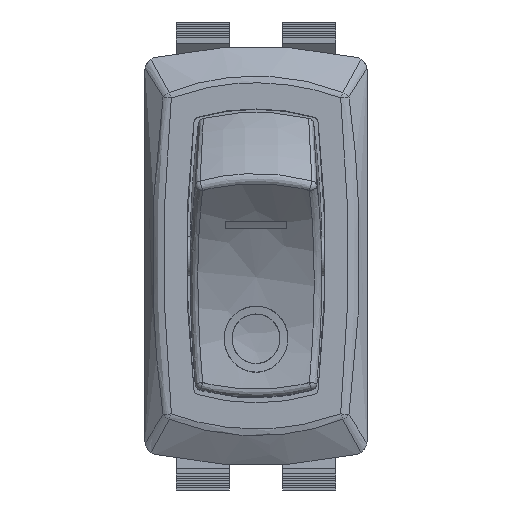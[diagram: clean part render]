
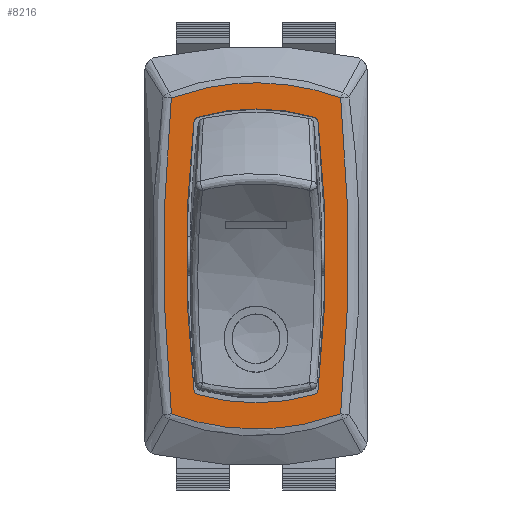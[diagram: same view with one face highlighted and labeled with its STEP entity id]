
A CAD part, top view. The second image highlights one B-rep face of the part: STEP entity #8216.
In plain terms, the highlighted planar face has unit normal (0, 0, 1).
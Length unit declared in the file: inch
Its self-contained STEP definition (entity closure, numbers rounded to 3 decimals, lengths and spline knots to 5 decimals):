
#6748=CARTESIAN_POINT('',(-0.17008,0.41113,0.07874));
#6749=VERTEX_POINT('',#6748);
#6756=CARTESIAN_POINT('',(-0.1842,0.39444,0.07874));
#6757=VERTEX_POINT('',#6756);
#6758=CARTESIAN_POINT('',(-0.16465,0.3922,0.07874));
#6759=DIRECTION('',(0.0,0.0,1.0));
#6760=DIRECTION('',(-0.763,0.646,0.0));
#6761=AXIS2_PLACEMENT_3D('',#6758,#6759,#6760);
#6762=CIRCLE('',#6761,0.01969);
#6763=EDGE_CURVE('',#6749,#6757,#6762,.T.);
#6789=CARTESIAN_POINT('',(0.17008,0.41113,0.07874));
#6790=VERTEX_POINT('',#6789);
#6797=CARTESIAN_POINT('',(0.,-0.18171,0.07874));
#6798=DIRECTION('',(0.0,0.0,-1.0));
#6799=DIRECTION('',(-0.296,-0.955,0.0));
#6800=AXIS2_PLACEMENT_3D('',#6797,#6798,#6799);
#6801=CIRCLE('',#6800,0.61675);
#6802=EDGE_CURVE('',#6749,#6790,#6801,.T.);
#6821=CARTESIAN_POINT('',(0.1842,0.39444,0.07874));
#6822=VERTEX_POINT('',#6821);
#6829=CARTESIAN_POINT('',(0.16465,0.3922,0.07874));
#6830=DIRECTION('',(0.0,0.0,1.0));
#6831=DIRECTION('',(0.763,0.646,0.0));
#6832=AXIS2_PLACEMENT_3D('',#6829,#6830,#6831);
#6833=CIRCLE('',#6832,0.01969);
#6834=EDGE_CURVE('',#6822,#6790,#6833,.T.);
#6855=CARTESIAN_POINT('',(0.1842,-0.39444,0.07874));
#6856=VERTEX_POINT('',#6855);
#6863=CARTESIAN_POINT('',(-3.26378,0.0,0.07874));
#6864=DIRECTION('',(0.0,0.0,-1.0));
#6865=DIRECTION('',(-0.993,0.117,0.0));
#6866=AXIS2_PLACEMENT_3D('',#6863,#6864,#6865);
#6867=CIRCLE('',#6866,3.47047);
#6868=EDGE_CURVE('',#6822,#6856,#6867,.T.);
#6928=CARTESIAN_POINT('',(0.17008,-0.41113,0.07874));
#6929=VERTEX_POINT('',#6928);
#6936=CARTESIAN_POINT('',(0.16465,-0.3922,0.07874));
#6937=DIRECTION('',(0.0,0.0,1.0));
#6938=DIRECTION('',(0.763,-0.646,0.0));
#6939=AXIS2_PLACEMENT_3D('',#6936,#6937,#6938);
#6940=CIRCLE('',#6939,0.01969);
#6941=EDGE_CURVE('',#6929,#6856,#6940,.T.);
#6962=CARTESIAN_POINT('',(-0.17008,-0.41113,0.07874));
#6963=VERTEX_POINT('',#6962);
#6970=CARTESIAN_POINT('',(0.,0.18171,0.07874));
#6971=DIRECTION('',(0.0,0.0,-1.0));
#6972=DIRECTION('',(0.296,0.955,0.0));
#6973=AXIS2_PLACEMENT_3D('',#6970,#6971,#6972);
#6974=CIRCLE('',#6973,0.61675);
#6975=EDGE_CURVE('',#6929,#6963,#6974,.T.);
#6994=CARTESIAN_POINT('',(-0.1842,-0.39444,0.07874));
#6995=VERTEX_POINT('',#6994);
#7002=CARTESIAN_POINT('',(-0.16465,-0.3922,0.07874));
#7003=DIRECTION('',(0.0,0.0,1.0));
#7004=DIRECTION('',(-0.763,-0.646,0.0));
#7005=AXIS2_PLACEMENT_3D('',#7002,#7003,#7004);
#7006=CIRCLE('',#7005,0.01969);
#7007=EDGE_CURVE('',#6995,#6963,#7006,.T.);
#7277=CARTESIAN_POINT('',(0.25074,0.46791,0.07874));
#7278=VERTEX_POINT('',#7277);
#7323=CARTESIAN_POINT('',(-0.25074,0.46791,0.07874));
#7324=VERTEX_POINT('',#7323);
#7349=CARTESIAN_POINT('',(0.25074,-0.46791,0.07874));
#7350=VERTEX_POINT('',#7349);
#7475=CARTESIAN_POINT('',(-0.25074,-0.46791,0.07874));
#7476=VERTEX_POINT('',#7475);
#7601=CARTESIAN_POINT('',(0.25074,-0.46791,0.07874));
#7602=CARTESIAN_POINT('',(0.1825,-0.49321,0.07874));
#7603=CARTESIAN_POINT('',(0.01323,-0.52762,0.07874));
#7604=CARTESIAN_POINT('',(-0.15965,-0.50169,0.07874));
#7605=CARTESIAN_POINT('',(-0.25074,-0.46791,0.07874));
#7606=B_SPLINE_CURVE_WITH_KNOTS('',3,(#7601,#7602,#7603,#7604,#7605),.UNSPECIFIED.,.F.,.U.,(4,1,4),(0.03013,0.58464,1.32399),.UNSPECIFIED.);
#7607=EDGE_CURVE('',#7350,#7476,#7606,.T.);
#7654=CARTESIAN_POINT('',(-0.25074,-0.46791,0.07874));
#7655=CARTESIAN_POINT('',(-0.26488,-0.33478,0.07874));
#7656=CARTESIAN_POINT('',(-0.27419,-0.11152,0.07874));
#7657=CARTESIAN_POINT('',(-0.27127,0.2008,0.07874));
#7658=CARTESIAN_POINT('',(-0.26017,0.37916,0.07874));
#7659=CARTESIAN_POINT('',(-0.25074,0.46791,0.07874));
#7660=B_SPLINE_CURVE_WITH_KNOTS('',3,(#7654,#7655,#7656,#7657,#7658,#7659),.UNSPECIFIED.,.F.,.U.,(4,1,1,4),(0.04315,1.06327,1.74335,2.42342),.UNSPECIFIED.);
#7661=EDGE_CURVE('',#7476,#7324,#7660,.T.);
#7771=CARTESIAN_POINT('',(0.25074,0.46791,0.07874));
#7772=CARTESIAN_POINT('',(0.26488,0.33478,0.07874));
#7773=CARTESIAN_POINT('',(0.27419,0.11152,0.07874));
#7774=CARTESIAN_POINT('',(0.27127,-0.2008,0.07874));
#7775=CARTESIAN_POINT('',(0.26017,-0.37916,0.07874));
#7776=CARTESIAN_POINT('',(0.25074,-0.46791,0.07874));
#7777=B_SPLINE_CURVE_WITH_KNOTS('',3,(#7771,#7772,#7773,#7774,#7775,#7776),.UNSPECIFIED.,.F.,.U.,(4,1,1,4),(0.04315,1.06327,1.74335,2.42342),.UNSPECIFIED.);
#7778=EDGE_CURVE('',#7278,#7350,#7777,.T.);
#7843=CARTESIAN_POINT('',(-0.25074,0.46791,0.07874));
#7844=CARTESIAN_POINT('',(-0.1825,0.49321,0.07874));
#7845=CARTESIAN_POINT('',(-0.01323,0.52762,0.07874));
#7846=CARTESIAN_POINT('',(0.15965,0.50169,0.07874));
#7847=CARTESIAN_POINT('',(0.25074,0.46791,0.07874));
#7848=B_SPLINE_CURVE_WITH_KNOTS('',3,(#7843,#7844,#7845,#7846,#7847),.UNSPECIFIED.,.F.,.U.,(4,1,4),(0.03013,0.58464,1.32399),.UNSPECIFIED.);
#7849=EDGE_CURVE('',#7324,#7278,#7848,.T.);
#8189=CARTESIAN_POINT('',(-0.29956,-0.56377,0.07874));
#8190=DIRECTION('',(0.0,0.0,1.0));
#8191=DIRECTION('',(1.0,0.0,0.0));
#8192=AXIS2_PLACEMENT_3D('',#8189,#8190,#8191);
#8193=PLANE('',#8192);
#8194=ORIENTED_EDGE('',*,*,#7607,.F.);
#8195=ORIENTED_EDGE('',*,*,#7778,.F.);
#8196=ORIENTED_EDGE('',*,*,#7849,.F.);
#8197=ORIENTED_EDGE('',*,*,#7661,.F.);
#8198=EDGE_LOOP('',(#8194,#8195,#8196,#8197));
#8199=FACE_OUTER_BOUND('',#8198,.T.);
#8200=ORIENTED_EDGE('',*,*,#6975,.T.);
#8201=ORIENTED_EDGE('',*,*,#7007,.F.);
#8202=CARTESIAN_POINT('',(3.26378,0.0,0.07874));
#8203=DIRECTION('',(0.0,0.0,-1.0));
#8204=DIRECTION('',(0.993,-0.117,0.0));
#8205=AXIS2_PLACEMENT_3D('',#8202,#8203,#8204);
#8206=CIRCLE('',#8205,3.47047);
#8207=EDGE_CURVE('',#6995,#6757,#8206,.T.);
#8208=ORIENTED_EDGE('',*,*,#8207,.T.);
#8209=ORIENTED_EDGE('',*,*,#6763,.F.);
#8210=ORIENTED_EDGE('',*,*,#6802,.T.);
#8211=ORIENTED_EDGE('',*,*,#6834,.F.);
#8212=ORIENTED_EDGE('',*,*,#6868,.T.);
#8213=ORIENTED_EDGE('',*,*,#6941,.F.);
#8214=EDGE_LOOP('',(#8200,#8201,#8208,#8209,#8210,#8211,#8212,#8213));
#8215=FACE_BOUND('',#8214,.T.);
#8216=ADVANCED_FACE('',(#8199,#8215),#8193,.T.);
